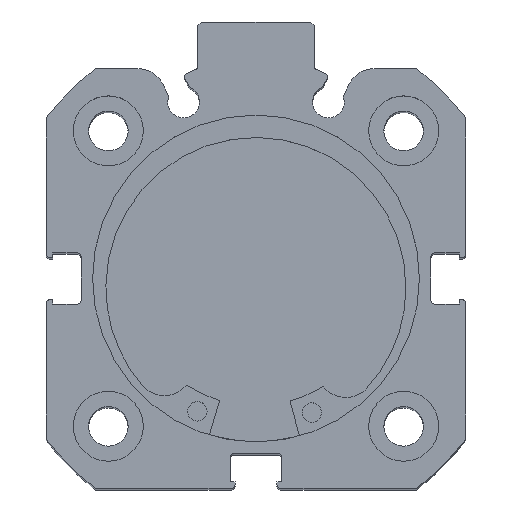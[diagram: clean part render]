
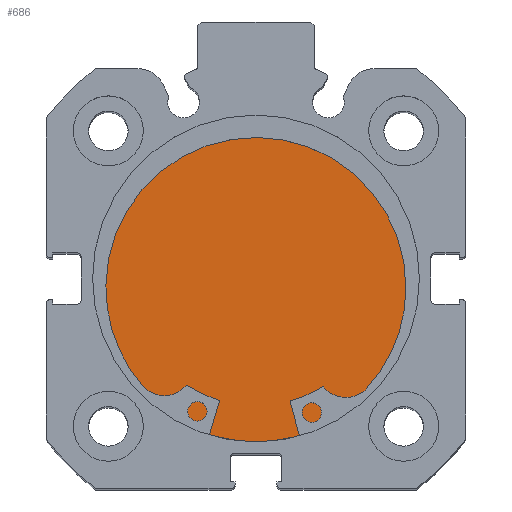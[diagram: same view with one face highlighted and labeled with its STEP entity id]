
A CAD part, top view. The second image highlights one B-rep face of the part: STEP entity #686.
In plain terms, the highlighted face is planar.
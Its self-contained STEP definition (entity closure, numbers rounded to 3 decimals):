
#264 = ORIENTED_EDGE ( 'NONE', *, *, #1951, .F. ) ;
#441 = ORIENTED_EDGE ( 'NONE', *, *, #1960, .F. ) ;
#686 = ADVANCED_FACE ( 'NONE', ( #3895 ), #1558, .F. ) ;
#1261 = DIRECTION ( 'NONE',  ( 0., 0., 1. ) ) ;
#1262 = DIRECTION ( 'NONE',  ( -1., 0., 0. ) ) ;
#1264 = CARTESIAN_POINT ( 'NONE',  ( 8.5, 0., 0. ) ) ;
#1290 = DIRECTION ( 'NONE',  ( 0., 0., 1. ) ) ;
#1291 = DIRECTION ( 'NONE',  ( -1., 0., 0. ) ) ;
#1292 = CARTESIAN_POINT ( 'NONE',  ( 8.5, 0., 0. ) ) ;
#1555 = DIRECTION ( 'NONE',  ( 0., 0., 1. ) ) ;
#1556 = DIRECTION ( 'NONE',  ( -1., 0., 0. ) ) ;
#1558 = PLANE ( 'NONE',  #2538 ) ;
#1559 = CARTESIAN_POINT ( 'NONE',  ( 8.5, 21., 0. ) ) ;
#1951 = EDGE_CURVE ( 'NONE', #6538, #6539, #4406, .T. ) ;
#1960 = EDGE_CURVE ( 'NONE', #6539, #6538, #4417, .T. ) ;
#2538 = AXIS2_PLACEMENT_3D ( 'NONE', #1559, #1556, #1555 ) ;
#2634 = AXIS2_PLACEMENT_3D ( 'NONE', #1292, #1291, #1290 ) ;
#2640 = AXIS2_PLACEMENT_3D ( 'NONE', #1264, #1262, #1261 ) ;
#3430 = EDGE_LOOP ( 'NONE', ( #264, #441 ) ) ;
#3895 = FACE_OUTER_BOUND ( 'NONE', #3430, .T. ) ;
#4406 = CIRCLE ( 'NONE', #2634, 21. ) ;
#4417 = CIRCLE ( 'NONE', #2640, 21. ) ;
#5555 = CARTESIAN_POINT ( 'NONE',  ( 8.5, 0., 21. ) ) ;
#5556 = CARTESIAN_POINT ( 'NONE',  ( 8.5, 0., -21. ) ) ;
#6538 = VERTEX_POINT ( 'NONE', #5555 ) ;
#6539 = VERTEX_POINT ( 'NONE', #5556 ) ;
